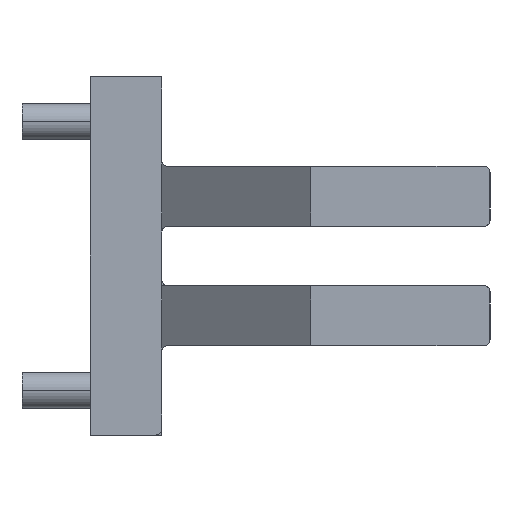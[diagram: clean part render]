
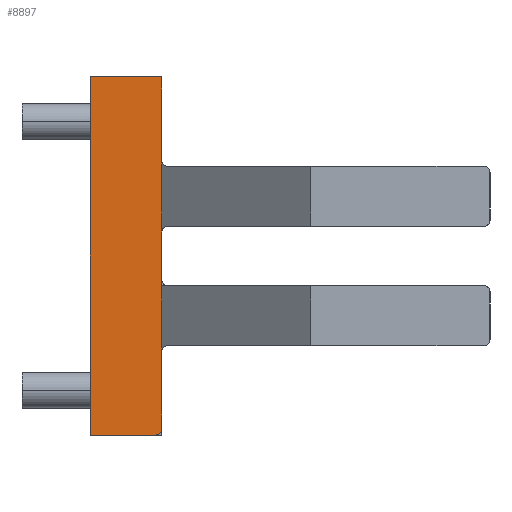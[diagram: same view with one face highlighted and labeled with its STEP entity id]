
A CAD part, left-side view. The second image highlights one B-rep face of the part: STEP entity #8897.
In plain terms, the highlighted planar face has unit normal (-1, 0, 0).
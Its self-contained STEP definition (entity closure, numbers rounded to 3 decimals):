
#8862=AXIS2_PLACEMENT_3D('Plane Axis2P3D',#8859,#8860,#8861) ;
#8880=AXIS2_PLACEMENT_3D('Circle Axis2P3D',#8878,#8879,$) ;
#7632=CARTESIAN_POINT('Vertex',(-258.,10.,122.)) ;
#7635=CARTESIAN_POINT('Line Origine',(-258.,4.,122.)) ;
#7639=CARTESIAN_POINT('Vertex',(-258.,-2.,122.)) ;
#7659=CARTESIAN_POINT('Line Origine',(-258.,10.,92.)) ;
#7663=CARTESIAN_POINT('Vertex',(-258.,10.,62.)) ;
#8423=CARTESIAN_POINT('Line Origine',(-258.,-2.,115.)) ;
#8427=CARTESIAN_POINT('Vertex',(-258.,-2.,108.)) ;
#8576=CARTESIAN_POINT('Line Origine',(-258.,-2.,96.5)) ;
#8580=CARTESIAN_POINT('Vertex',(-258.,-2.,96.)) ;
#8582=CARTESIAN_POINT('Vertex',(-258.,-2.,97.)) ;
#8614=CARTESIAN_POINT('Line Origine',(-258.,-2.,107.5)) ;
#8618=CARTESIAN_POINT('Vertex',(-258.,-2.,107.)) ;
#8621=CARTESIAN_POINT('Line Origine',(-258.,-2.,102.)) ;
#8637=CARTESIAN_POINT('Line Origine',(-258.,-2.,91.5)) ;
#8641=CARTESIAN_POINT('Vertex',(-258.,-2.,87.)) ;
#8746=CARTESIAN_POINT('Line Origine',(-258.,-2.,76.5)) ;
#8750=CARTESIAN_POINT('Vertex',(-258.,-2.,76.)) ;
#8752=CARTESIAN_POINT('Vertex',(-258.,-2.,77.)) ;
#8784=CARTESIAN_POINT('Line Origine',(-258.,-2.,82.)) ;
#8859=CARTESIAN_POINT('Axis2P3D Location',(-258.,10.,122.)) ;
#8864=CARTESIAN_POINT('Line Origine',(-258.,-2.,69.5)) ;
#8868=CARTESIAN_POINT('Vertex',(-258.,-2.,63.)) ;
#8871=CARTESIAN_POINT('Line Origine',(-258.,4.5,62.)) ;
#8875=CARTESIAN_POINT('Vertex',(-258.,-1.,62.)) ;
#8878=CARTESIAN_POINT('Axis2P3D Location',(-258.,-1.,63.)) ;
#7636=DIRECTION('Vector Direction',(0.,-1.,0.)) ;
#7660=DIRECTION('Vector Direction',(0.,0.,-1.)) ;
#8424=DIRECTION('Vector Direction',(0.,0.,-1.)) ;
#8577=DIRECTION('Vector Direction',(0.,0.,1.)) ;
#8615=DIRECTION('Vector Direction',(0.,0.,1.)) ;
#8622=DIRECTION('Vector Direction',(0.,0.,1.)) ;
#8638=DIRECTION('Vector Direction',(0.,0.,-1.)) ;
#8747=DIRECTION('Vector Direction',(0.,0.,1.)) ;
#8785=DIRECTION('Vector Direction',(0.,0.,1.)) ;
#8860=DIRECTION('Axis2P3D Direction',(-1.,0.,0.)) ;
#8861=DIRECTION('Axis2P3D XDirection',(0.,0.,-1.)) ;
#8865=DIRECTION('Vector Direction',(0.,0.,-1.)) ;
#8872=DIRECTION('Vector Direction',(0.,-1.,0.)) ;
#8879=DIRECTION('Axis2P3D Direction',(-1.,0.,0.)) ;
#7637=VECTOR('Line Direction',#7636,1.) ;
#7661=VECTOR('Line Direction',#7660,1.) ;
#8425=VECTOR('Line Direction',#8424,1.) ;
#8578=VECTOR('Line Direction',#8577,1.) ;
#8616=VECTOR('Line Direction',#8615,1.) ;
#8623=VECTOR('Line Direction',#8622,1.) ;
#8639=VECTOR('Line Direction',#8638,1.) ;
#8748=VECTOR('Line Direction',#8747,1.) ;
#8786=VECTOR('Line Direction',#8785,1.) ;
#8866=VECTOR('Line Direction',#8865,1.) ;
#8873=VECTOR('Line Direction',#8872,1.) ;
#8884=ORIENTED_EDGE('',*,*,#8870,.F.) ;
#8885=ORIENTED_EDGE('',*,*,#8754,.T.) ;
#8886=ORIENTED_EDGE('',*,*,#8788,.F.) ;
#8887=ORIENTED_EDGE('',*,*,#8643,.F.) ;
#8888=ORIENTED_EDGE('',*,*,#8584,.T.) ;
#8889=ORIENTED_EDGE('',*,*,#8625,.F.) ;
#8890=ORIENTED_EDGE('',*,*,#8620,.T.) ;
#8891=ORIENTED_EDGE('',*,*,#8429,.F.) ;
#8892=ORIENTED_EDGE('',*,*,#7641,.F.) ;
#8893=ORIENTED_EDGE('',*,*,#7665,.T.) ;
#8894=ORIENTED_EDGE('',*,*,#8877,.T.) ;
#8895=ORIENTED_EDGE('',*,*,#8882,.F.) ;
#8897=ADVANCED_FACE('RB2893003_1PA_001_01_SPREAD_REAR_TERM_MULTI_N1.4\\PartBody',(#8896),#8863,.T.) ;
#8881=CIRCLE('generated circle',#8880,1.) ;
#7641=EDGE_CURVE('',#7633,#7640,#7638,.T.) ;
#7665=EDGE_CURVE('',#7633,#7664,#7662,.T.) ;
#8429=EDGE_CURVE('',#7640,#8428,#8426,.T.) ;
#8584=EDGE_CURVE('',#8581,#8583,#8579,.T.) ;
#8620=EDGE_CURVE('',#8619,#8428,#8617,.T.) ;
#8625=EDGE_CURVE('',#8619,#8583,#8624,.F.) ;
#8643=EDGE_CURVE('',#8581,#8642,#8640,.T.) ;
#8754=EDGE_CURVE('',#8751,#8753,#8749,.T.) ;
#8788=EDGE_CURVE('',#8642,#8753,#8787,.F.) ;
#8870=EDGE_CURVE('',#8751,#8869,#8867,.T.) ;
#8877=EDGE_CURVE('',#7664,#8876,#8874,.T.) ;
#8882=EDGE_CURVE('',#8869,#8876,#8881,.F.) ;
#8883=EDGE_LOOP('',(#8884,#8885,#8886,#8887,#8888,#8889,#8890,#8891,#8892,#8893,#8894,#8895)) ;
#8896=FACE_OUTER_BOUND('',#8883,.T.) ;
#7638=LINE('Line',#7635,#7637) ;
#7662=LINE('Line',#7659,#7661) ;
#8426=LINE('Line',#8423,#8425) ;
#8579=LINE('Line',#8576,#8578) ;
#8617=LINE('Line',#8614,#8616) ;
#8624=LINE('Line',#8621,#8623) ;
#8640=LINE('Line',#8637,#8639) ;
#8749=LINE('Line',#8746,#8748) ;
#8787=LINE('Line',#8784,#8786) ;
#8867=LINE('Line',#8864,#8866) ;
#8874=LINE('Line',#8871,#8873) ;
#8863=PLANE('',#8862) ;
#7633=VERTEX_POINT('',#7632) ;
#7640=VERTEX_POINT('',#7639) ;
#7664=VERTEX_POINT('',#7663) ;
#8428=VERTEX_POINT('',#8427) ;
#8581=VERTEX_POINT('',#8580) ;
#8583=VERTEX_POINT('',#8582) ;
#8619=VERTEX_POINT('',#8618) ;
#8642=VERTEX_POINT('',#8641) ;
#8751=VERTEX_POINT('',#8750) ;
#8753=VERTEX_POINT('',#8752) ;
#8869=VERTEX_POINT('',#8868) ;
#8876=VERTEX_POINT('',#8875) ;
